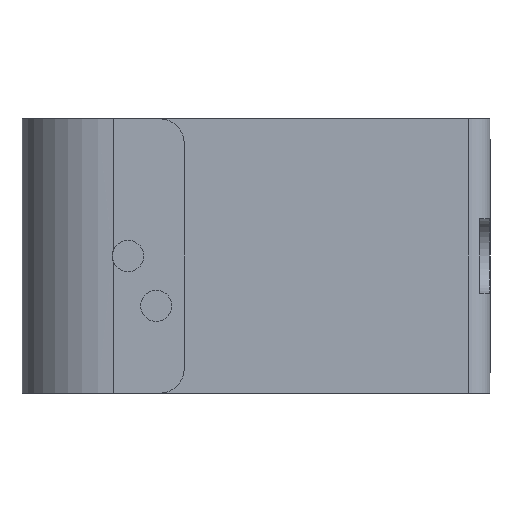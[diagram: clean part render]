
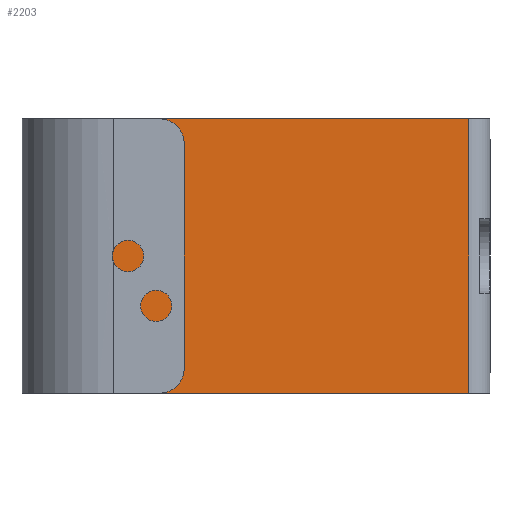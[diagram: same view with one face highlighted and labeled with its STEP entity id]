
A CAD part, left-side view. The second image highlights one B-rep face of the part: STEP entity #2203.
In plain terms, the highlighted planar face has unit normal (-1, 0, 0).
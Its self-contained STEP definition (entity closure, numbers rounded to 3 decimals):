
#560=DIRECTION('',(0.,1.,0.));
#561=VECTOR('',#560,68.2);
#562=CARTESIAN_POINT('',(-26.7,3.4,22.));
#563=LINE('',#562,#561);
#574=DIRECTION('',(0.,0.,1.));
#575=VECTOR('',#574,44.);
#576=CARTESIAN_POINT('',(-26.7,3.4,-22.));
#577=LINE('',#576,#575);
#581=DIRECTION('',(0.,1.,0.));
#582=VECTOR('',#581,68.2);
#583=CARTESIAN_POINT('',(-26.7,3.4,-22.));
#584=LINE('',#583,#582);
#1711=DIRECTION('',(0.,0.,-1.));
#1712=VECTOR('',#1711,44.);
#1713=CARTESIAN_POINT('',(-26.7,71.6,22.));
#1714=LINE('',#1713,#1712);
#1755=CARTESIAN_POINT('',(-26.7,3.4,-22.));
#1757=VERTEX_POINT('',#1755);
#1759=CARTESIAN_POINT('',(-26.7,3.4,22.));
#1761=VERTEX_POINT('',#1759);
#1854=CARTESIAN_POINT('',(-26.7,71.6,-22.));
#1855=VERTEX_POINT('',#1854);
#1856=CARTESIAN_POINT('',(-26.7,71.6,22.));
#1857=VERTEX_POINT('',#1856);
#2190=CARTESIAN_POINT('',(-26.7,3.4,-22.));
#2191=DIRECTION('',(1.,0.,0.));
#2192=DIRECTION('',(0.,1.,0.));
#2193=AXIS2_PLACEMENT_3D('',#2190,#2191,#2192);
#2194=PLANE('',#2193);
#2196=ORIENTED_EDGE('',*,*,#2195,.T.);
#2198=ORIENTED_EDGE('',*,*,#2197,.F.);
#2199=ORIENTED_EDGE('',*,*,#2180,.F.);
#2200=ORIENTED_EDGE('',*,*,#2051,.F.);
#2201=EDGE_LOOP('',(#2196,#2198,#2199,#2200));
#2202=FACE_OUTER_BOUND('',#2201,.F.);
#2051=EDGE_CURVE('',#1757,#1761,#577,.T.);
#2180=EDGE_CURVE('',#1761,#1857,#563,.T.);
#2195=EDGE_CURVE('',#1757,#1855,#584,.T.);
#2197=EDGE_CURVE('',#1857,#1855,#1714,.T.);
#2203=ADVANCED_FACE('',(#2202),#2194,.F.);
